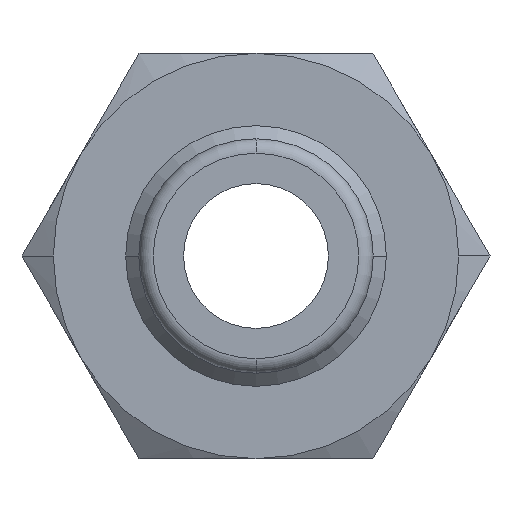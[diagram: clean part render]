
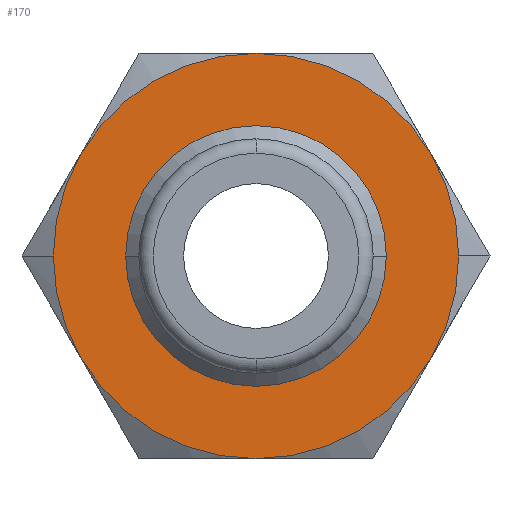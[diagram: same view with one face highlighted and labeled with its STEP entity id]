
A CAD part, front view. The second image highlights one B-rep face of the part: STEP entity #170.
In plain terms, the highlighted planar face has unit normal (0, -1, 0).
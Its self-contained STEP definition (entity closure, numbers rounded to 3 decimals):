
#170=ADVANCED_FACE('',(#352,#353),#354,.T.);
#352=FACE_OUTER_BOUND('',#549,.T.);
#353=FACE_BOUND('',#550,.T.);
#354=PLANE('',#551);
#549=EDGE_LOOP('',(#965,#966,#967,#968,#969,#970,#971,#972));
#550=EDGE_LOOP('',(#973,#974));
#551=AXIS2_PLACEMENT_3D('',#975,#976,#977);
#965=ORIENTED_EDGE('',*,*,#1295,.F.);
#966=ORIENTED_EDGE('',*,*,#1301,.F.);
#967=ORIENTED_EDGE('',*,*,#1327,.F.);
#968=ORIENTED_EDGE('',*,*,#1338,.F.);
#969=ORIENTED_EDGE('',*,*,#1212,.F.);
#970=ORIENTED_EDGE('',*,*,#1340,.F.);
#971=ORIENTED_EDGE('',*,*,#1341,.F.);
#972=ORIENTED_EDGE('',*,*,#1342,.F.);
#973=ORIENTED_EDGE('',*,*,#1332,.F.);
#974=ORIENTED_EDGE('',*,*,#1336,.F.);
#975=CARTESIAN_POINT('',(3.5,14.0,0.0));
#976=DIRECTION('',(-0.0,-1.0,-0.0));
#977=DIRECTION('',(-1.0,0.0,0.0));
#1212=EDGE_CURVE('',#1474,#1472,#1476,.T.);
#1295=EDGE_CURVE('',#1598,#1595,#1600,.T.);
#1301=EDGE_CURVE('',#1607,#1598,#1609,.T.);
#1327=EDGE_CURVE('',#1633,#1607,#1641,.T.);
#1332=EDGE_CURVE('',#1646,#1644,#1648,.T.);
#1336=EDGE_CURVE('',#1644,#1646,#1652,.T.);
#1338=EDGE_CURVE('',#1472,#1633,#1654,.T.);
#1340=EDGE_CURVE('',#1656,#1474,#1657,.T.);
#1341=EDGE_CURVE('',#1616,#1656,#1658,.T.);
#1342=EDGE_CURVE('',#1595,#1616,#1659,.T.);
#1472=VERTEX_POINT('',#1971);
#1474=VERTEX_POINT('',#1974);
#1476=CIRCLE('',#1987,7.0);
#1595=VERTEX_POINT('',#2182);
#1598=VERTEX_POINT('',#2186);
#1600=CIRCLE('',#2199,7.0);
#1607=VERTEX_POINT('',#2228);
#1609=CIRCLE('',#2241,7.0);
#1616=VERTEX_POINT('',#2259);
#1633=VERTEX_POINT('',#2324);
#1641=CIRCLE('',#2355,7.0);
#1644=VERTEX_POINT('',#2369);
#1646=VERTEX_POINT('',#2372);
#1648=CIRCLE('',#2375,4.5);
#1652=CIRCLE('',#2380,4.5);
#1654=CIRCLE('',#2382,7.0);
#1656=VERTEX_POINT('',#2384);
#1657=CIRCLE('',#2385,7.0);
#1658=CIRCLE('',#2386,7.0);
#1659=CIRCLE('',#2387,7.0);
#1971=CARTESIAN_POINT('',(-7.0,14.0,0.));
#1974=CARTESIAN_POINT('',(-6.062,14.0,-3.5));
#1987=AXIS2_PLACEMENT_3D('',#2570,#2571,#2572);
#2182=CARTESIAN_POINT('',(7.0,14.0,0.));
#2186=CARTESIAN_POINT('',(6.062,14.0,3.5));
#2199=AXIS2_PLACEMENT_3D('',#2697,#2698,#2699);
#2228=CARTESIAN_POINT('',(0.,14.0,7.0));
#2241=AXIS2_PLACEMENT_3D('',#2700,#2701,#2702);
#2259=CARTESIAN_POINT('',(6.062,14.0,-3.5));
#2324=CARTESIAN_POINT('',(-6.062,14.0,3.5));
#2355=AXIS2_PLACEMENT_3D('',#2723,#2724,#2725);
#2369=CARTESIAN_POINT('',(4.5,14.0,0.));
#2372=CARTESIAN_POINT('',(-4.5,14.0,0.));
#2375=AXIS2_PLACEMENT_3D('',#2728,#2729,#2730);
#2380=AXIS2_PLACEMENT_3D('',#2732,#2733,#2734);
#2382=AXIS2_PLACEMENT_3D('',#2735,#2736,#2737);
#2384=CARTESIAN_POINT('',(0.0,14.0,-7.0));
#2385=AXIS2_PLACEMENT_3D('',#2738,#2739,#2740);
#2386=AXIS2_PLACEMENT_3D('',#2741,#2742,#2743);
#2387=AXIS2_PLACEMENT_3D('',#2744,#2745,#2746);
#2570=CARTESIAN_POINT('',(0.0,14.0,0.0));
#2571=DIRECTION('',(-0.0,1.0,0.0));
#2572=DIRECTION('',(1.0,0.0,0.0));
#2697=CARTESIAN_POINT('',(0.0,14.0,0.0));
#2698=DIRECTION('',(-0.0,1.0,0.0));
#2699=DIRECTION('',(1.0,0.0,0.0));
#2700=CARTESIAN_POINT('',(0.0,14.0,0.0));
#2701=DIRECTION('',(-0.0,1.0,0.0));
#2702=DIRECTION('',(1.0,0.0,0.0));
#2723=CARTESIAN_POINT('',(0.0,14.0,0.0));
#2724=DIRECTION('',(-0.0,1.0,0.0));
#2725=DIRECTION('',(1.0,0.0,0.0));
#2728=CARTESIAN_POINT('',(0.0,14.0,0.0));
#2729=DIRECTION('',(0.0,-1.0,0.0));
#2730=DIRECTION('',(1.0,0.0,0.0));
#2732=CARTESIAN_POINT('',(0.0,14.0,0.0));
#2733=DIRECTION('',(0.0,-1.0,0.0));
#2734=DIRECTION('',(1.0,0.0,0.0));
#2735=CARTESIAN_POINT('',(0.0,14.0,0.0));
#2736=DIRECTION('',(-0.0,1.0,0.0));
#2737=DIRECTION('',(1.0,0.0,0.0));
#2738=CARTESIAN_POINT('',(0.0,14.0,0.0));
#2739=DIRECTION('',(-0.0,1.0,0.0));
#2740=DIRECTION('',(1.0,0.0,0.0));
#2741=CARTESIAN_POINT('',(0.0,14.0,0.0));
#2742=DIRECTION('',(-0.0,1.0,0.0));
#2743=DIRECTION('',(1.0,0.0,0.0));
#2744=CARTESIAN_POINT('',(0.0,14.0,0.0));
#2745=DIRECTION('',(-0.0,1.0,0.0));
#2746=DIRECTION('',(1.0,0.0,0.0));
